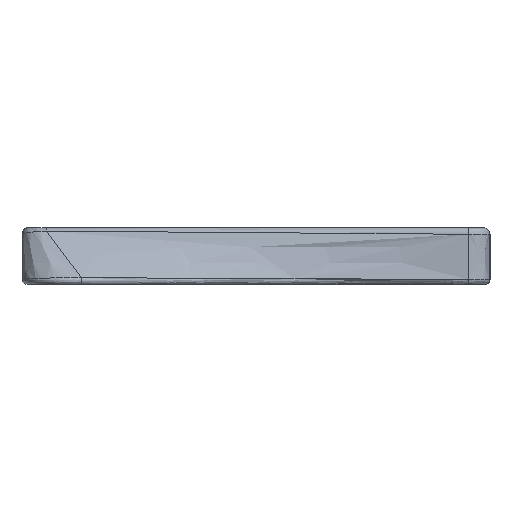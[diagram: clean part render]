
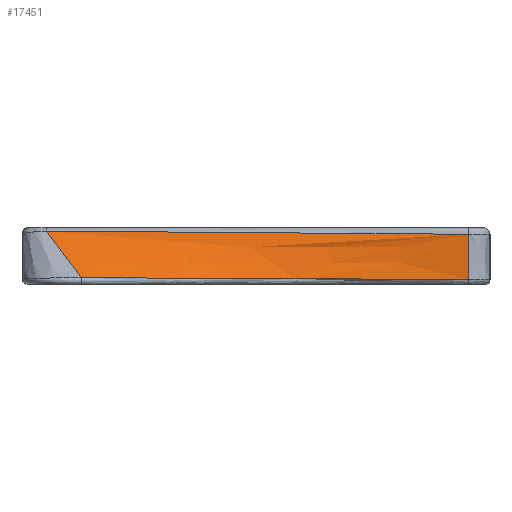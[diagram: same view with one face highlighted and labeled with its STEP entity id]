
A CAD part, left-side view. The second image highlights one B-rep face of the part: STEP entity #17451.
In plain terms, the highlighted free-form (B-spline) face has degree [3, 3] with [8, 4] control points.
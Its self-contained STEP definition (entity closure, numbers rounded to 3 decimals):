
#24=B_SPLINE_SURFACE_WITH_KNOTS('',3,3,((#29349,#29350,#29351,#29352),(#29353,
#29354,#29355,#29356),(#29357,#29358,#29359,#29360),(#29361,#29362,#29363,
#29364),(#29365,#29366,#29367,#29368),(#29369,#29370,#29371,#29372),(#29373,
#29374,#29375,#29376),(#29377,#29378,#29379,#29380)),.UNSPECIFIED.,.F.,
 .F.,.F.,(4,1,1,1,1,4),(4,4),(0.048,0.184,0.32,
0.456,0.592,1.),(0.062,0.912),
 .UNSPECIFIED.);
#247=B_SPLINE_CURVE_WITH_KNOTS('',3,(#28765,#28766,#28767,#28768,#28769,
#28770,#28771,#28772,#28773,#28774,#28775,#28776,#28777),.UNSPECIFIED.,
 .F.,.F.,(4,1,1,1,1,1,1,1,1,1,4),(36.412,36.469,36.525,
36.638,36.863,37.314,37.765,38.216,
40.02,43.627,49.039),.UNSPECIFIED.);
#257=B_SPLINE_CURVE_WITH_KNOTS('',3,(#29323,#29324,#29325,#29326),
 .UNSPECIFIED.,.F.,.F.,(4,4),(0.2,1.55),
 .UNSPECIFIED.);
#260=B_SPLINE_CURVE_WITH_KNOTS('',3,(#29383,#29384,#29385,#29386,#29387,
#29388,#29389,#29390,#29391,#29392),.UNSPECIFIED.,.F.,.F.,(4,1,1,1,1,1,
1,4),(-66.295,-64.618,-61.265,-57.911,
-56.234,-55.396,-54.977,-54.557),
 .UNSPECIFIED.);
#1979=FACE_OUTER_BOUND('',#3011,.T.);
#3011=EDGE_LOOP('',(#13663,#13664,#13665,#13666));
#4607=LINE('',#29382,#6295);
#6295=VECTOR('',#22639,27.462);
#8237=VERTEX_POINT('',#28651);
#8238=VERTEX_POINT('',#28757);
#8243=VERTEX_POINT('',#29322);
#8245=VERTEX_POINT('',#29381);
#10294=EDGE_CURVE('',#8237,#8238,#247,.T.);
#10304=EDGE_CURVE('',#8238,#8243,#257,.T.);
#10307=EDGE_CURVE('',#8237,#8245,#4607,.T.);
#10308=EDGE_CURVE('',#8243,#8245,#260,.T.);
#13663=ORIENTED_EDGE('',*,*,#10294,.F.);
#13664=ORIENTED_EDGE('',*,*,#10307,.T.);
#13665=ORIENTED_EDGE('',*,*,#10308,.F.);
#13666=ORIENTED_EDGE('',*,*,#10304,.F.);
#17451=ADVANCED_FACE('',(#1979),#24,.T.);
#22639=DIRECTION('',(-0.635,-0.462,-0.619));
#28651=CARTESIAN_POINT('',(-11.548,3.144,6.754));
#28757=CARTESIAN_POINT('',(-10.48,-122.997,5.803));
#28765=CARTESIAN_POINT('Ctrl Pts',(-11.548,3.144,6.754));
#28766=CARTESIAN_POINT('Ctrl Pts',(-11.552,2.991,6.744));
#28767=CARTESIAN_POINT('Ctrl Pts',(-11.549,2.616,6.737));
#28768=CARTESIAN_POINT('Ctrl Pts',(-11.544,1.877,6.723));
#28769=CARTESIAN_POINT('Ctrl Pts',(-11.533,0.575,6.706));
#28770=CARTESIAN_POINT('Ctrl Pts',(-11.512,-2.057,
6.674));
#28771=CARTESIAN_POINT('Ctrl Pts',(-11.482,-5.822,
6.632));
#28772=CARTESIAN_POINT('Ctrl Pts',(-11.445,-10.288,
6.582));
#28773=CARTESIAN_POINT('Ctrl Pts',(-11.366,-19.342,
6.484));
#28774=CARTESIAN_POINT('Ctrl Pts',(-11.18,-38.847,6.273));
#28775=CARTESIAN_POINT('Ctrl Pts',(-10.751,-74.938,5.935));
#28776=CARTESIAN_POINT('Ctrl Pts',(-10.507,-104.944,5.817));
#28777=CARTESIAN_POINT('Ctrl Pts',(-10.48,-122.997,5.803));
#29322=CARTESIAN_POINT('',(-10.519,-123.076,-7.698));
#29323=CARTESIAN_POINT('Ctrl Pts',(-10.48,-122.997,
5.803));
#29324=CARTESIAN_POINT('Ctrl Pts',(-10.491,-123.02,
1.302));
#29325=CARTESIAN_POINT('Ctrl Pts',(-10.504,-123.046,-3.198));
#29326=CARTESIAN_POINT('Ctrl Pts',(-10.519,-123.076,
-7.698));
#29349=CARTESIAN_POINT('Ctrl Pts',(-10.478,-122.965,
6.754));
#29350=CARTESIAN_POINT('Ctrl Pts',(-10.49,-123.131,
1.937));
#29351=CARTESIAN_POINT('Ctrl Pts',(-10.502,-123.297,
-2.88));
#29352=CARTESIAN_POINT('Ctrl Pts',(-10.514,-123.463,-7.698));
#29353=CARTESIAN_POINT('Ctrl Pts',(-10.483,-116.456,
6.754));
#29354=CARTESIAN_POINT('Ctrl Pts',(-10.518,-116.796,
1.937));
#29355=CARTESIAN_POINT('Ctrl Pts',(-10.555,-117.137,
-2.88));
#29356=CARTESIAN_POINT('Ctrl Pts',(-10.59,-117.477,
-7.698));
#29357=CARTESIAN_POINT('Ctrl Pts',(-10.51,-102.154,
6.754));
#29358=CARTESIAN_POINT('Ctrl Pts',(-10.669,-102.93,
1.937));
#29359=CARTESIAN_POINT('Ctrl Pts',(-10.827,-103.705,
-2.88));
#29360=CARTESIAN_POINT('Ctrl Pts',(-10.986,-104.481,
-7.698));
#29361=CARTESIAN_POINT('Ctrl Pts',(-10.614,-78.685,
6.754));
#29362=CARTESIAN_POINT('Ctrl Pts',(-11.257,-80.263,
1.937));
#29363=CARTESIAN_POINT('Ctrl Pts',(-11.899,-81.843,
-2.88));
#29364=CARTESIAN_POINT('Ctrl Pts',(-12.541,-83.421,
-7.698));
#29365=CARTESIAN_POINT('Ctrl Pts',(-10.785,-55.039,
6.754));
#29366=CARTESIAN_POINT('Ctrl Pts',(-12.213,-57.467,
1.937));
#29367=CARTESIAN_POINT('Ctrl Pts',(-13.64,-59.895,
-2.88));
#29368=CARTESIAN_POINT('Ctrl Pts',(-15.067,-62.323,-7.698));
#29369=CARTESIAN_POINT('Ctrl Pts',(-11.149,-18.393,
6.754));
#29370=CARTESIAN_POINT('Ctrl Pts',(-14.25,-22.113,1.937));
#29371=CARTESIAN_POINT('Ctrl Pts',(-17.355,-25.834,
-2.88));
#29372=CARTESIAN_POINT('Ctrl Pts',(-20.456,-29.554,-7.698));
#29373=CARTESIAN_POINT('Ctrl Pts',(-11.482,1.606,6.754));
#29374=CARTESIAN_POINT('Ctrl Pts',(-16.121,-2.622,1.937));
#29375=CARTESIAN_POINT('Ctrl Pts',(-20.754,-6.857,
-2.88));
#29376=CARTESIAN_POINT('Ctrl Pts',(-25.394,-11.085,-7.698));
#29377=CARTESIAN_POINT('Ctrl Pts',(-11.548,3.144,6.754));
#29378=CARTESIAN_POINT('Ctrl Pts',(-16.489,-0.453,
1.937));
#29379=CARTESIAN_POINT('Ctrl Pts',(-21.43,-4.05,
-2.88));
#29380=CARTESIAN_POINT('Ctrl Pts',(-26.371,-7.646,
-7.698));
#29381=CARTESIAN_POINT('',(-25.868,-7.28,-7.207));
#29382=CARTESIAN_POINT('',(-10.475,3.925,7.8));
#29383=CARTESIAN_POINT('Ctrl Pts',(-10.519,-123.076,
-7.698));
#29384=CARTESIAN_POINT('Ctrl Pts',(-10.594,-117.496,
-7.693));
#29385=CARTESIAN_POINT('Ctrl Pts',(-11.112,-100.799,
-7.664));
#29386=CARTESIAN_POINT('Ctrl Pts',(-13.416,-73.004,
-7.528));
#29387=CARTESIAN_POINT('Ctrl Pts',(-17.515,-45.413,
-7.353));
#29388=CARTESIAN_POINT('Ctrl Pts',(-21.329,-26.26,
-7.267));
#29389=CARTESIAN_POINT('Ctrl Pts',(-23.49,-16.733,-7.233));
#29390=CARTESIAN_POINT('Ctrl Pts',(-24.809,-11.318,
-7.217));
#29391=CARTESIAN_POINT('Ctrl Pts',(-25.499,-8.609,-7.21));
#29392=CARTESIAN_POINT('Ctrl Pts',(-25.868,-7.28,
-7.207));
